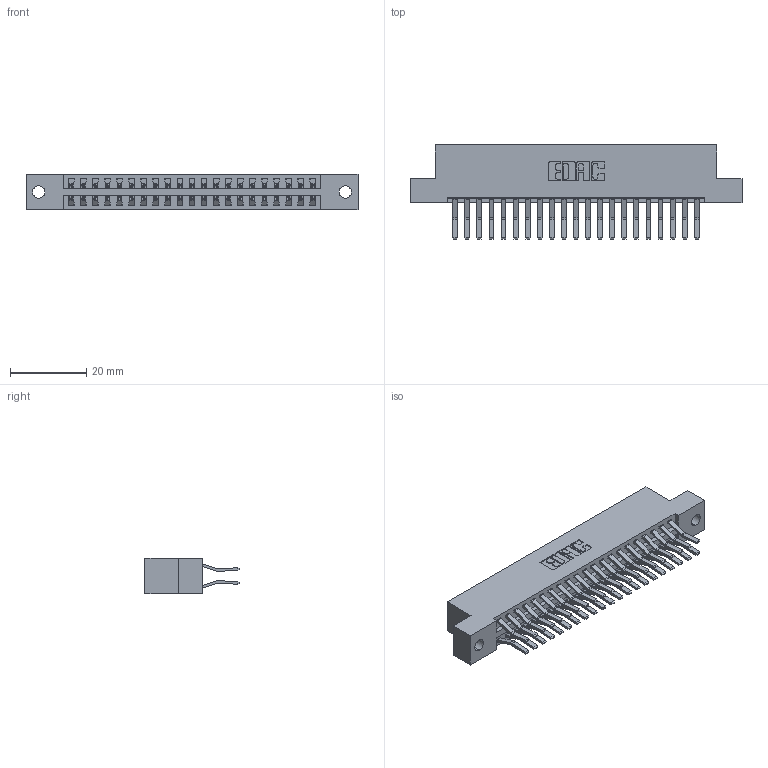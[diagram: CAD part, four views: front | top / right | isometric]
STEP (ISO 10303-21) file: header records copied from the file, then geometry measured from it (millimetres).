
FILE_DESCRIPTION (( 'STEP AP203' ), '1' );
FILE_NAME ('346-042-560-202.STEP', '2018-08-24T23:30:56', ( '' ), ( '' ), 'SwSTEP 2.0', 'SolidWorks 2016', '' );
FILE_SCHEMA (( 'CONFIG_CONTROL_DESIGN' ));
Length unit declared in the file: inch
Products named in the file (3): 346 Part_Flush Mounting Lugs - 0.128 Dia; 345-292-001_560 Tail; 346-042-560-202
Assembly tree (43 placements, depth 2):
  346-042-560-202
    346 Part_Flush Mounting Lugs - 0.128 Dia
    345-292-001_560 Tail  x42
Bounding box: 87.25 x 24.78 x 9.4 mm (x, y, z)
Volume: 8583.4 mm3; surface area: 11933.6 mm2
Topology: 43 solids, 43 shells, 2390 faces, 7091 edges, 4670 vertices
Faces by surface type: plane 1546, cylinder 844
Entity records: 16623 total; most frequent: CARTESIAN_POINT 2768, ORIENTED_EDGE 2702, DIRECTION 2495, EDGE_CURVE 1351, VECTOR 1131, LINE 1131, VERTEX_POINT 898, AXIS2_PLACEMENT_3D 682
